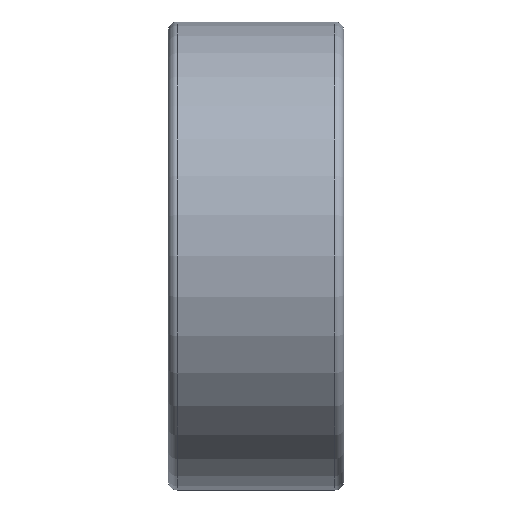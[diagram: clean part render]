
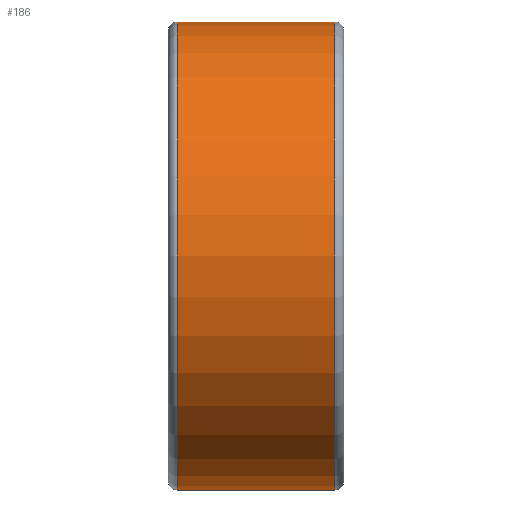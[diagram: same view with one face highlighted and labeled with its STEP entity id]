
A CAD part, front view. The second image highlights one B-rep face of the part: STEP entity #186.
In plain terms, the highlighted cylindrical face has radius 6.35 mm (diameter 12.7 mm), a full revolution.
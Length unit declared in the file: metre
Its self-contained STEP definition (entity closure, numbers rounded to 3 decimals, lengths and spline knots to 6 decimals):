
#28=CYLINDRICAL_SURFACE('',#227,0.00635);
#46=ORIENTED_EDGE('',*,*,#72,.T.);
#47=ORIENTED_EDGE('',*,*,#70,.T.);
#70=EDGE_CURVE('',#86,#86,#102,.T.);
#72=EDGE_CURVE('',#88,#88,#104,.T.);
#86=VERTEX_POINT('',#320);
#88=VERTEX_POINT('',#325);
#102=CIRCLE('',#216,0.00635);
#104=CIRCLE('',#219,0.00635);
#126=EDGE_LOOP('',(#46));
#127=EDGE_LOOP('',(#47));
#158=FACE_BOUND('',#126,.T.);
#159=FACE_BOUND('',#127,.T.);
#186=ADVANCED_FACE('',(#158,#159),#28,.T.);
#216=AXIS2_PLACEMENT_3D('',#319,#257,#258);
#219=AXIS2_PLACEMENT_3D('',#324,#263,#264);
#227=AXIS2_PLACEMENT_3D('',#338,#279,#280);
#257=DIRECTION('',(-1.,0.,0.));
#258=DIRECTION('',(0.,-1.,0.));
#263=DIRECTION('',(1.,0.,0.));
#264=DIRECTION('',(0.,1.,0.));
#279=DIRECTION('',(-1.,0.,0.));
#280=DIRECTION('',(0.,-1.,0.));
#319=CARTESIAN_POINT('',(0.002143,0.,0.));
#320=CARTESIAN_POINT('',(0.002143,-0.00635,0.));
#324=CARTESIAN_POINT('',(-0.002143,0.,0.));
#325=CARTESIAN_POINT('',(-0.002143,0.00635,0.));
#338=CARTESIAN_POINT('',(0.,0.,0.));
